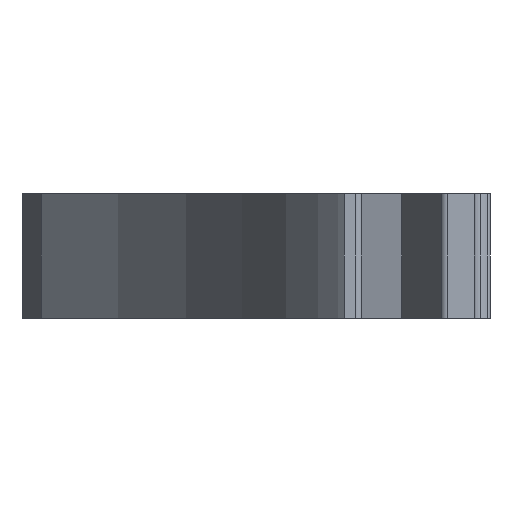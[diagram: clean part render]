
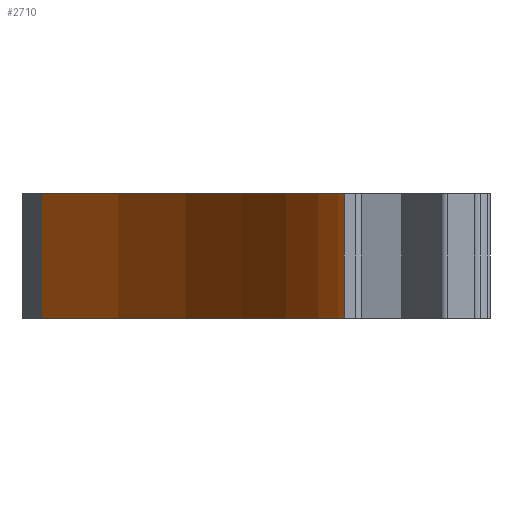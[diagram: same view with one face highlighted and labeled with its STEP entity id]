
A CAD part, front view. The second image highlights one B-rep face of the part: STEP entity #2710.
In plain terms, the highlighted cylindrical face has radius 50 mm (diameter 100 mm), a partial arc.
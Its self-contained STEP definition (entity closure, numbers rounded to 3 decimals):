
#20=CIRCLE('',#2874,50.);
#21=CIRCLE('',#2875,50.);
#300=CYLINDRICAL_SURFACE('',#2873,50.);
#456=ORIENTED_EDGE('',*,*,#1342,.T.);
#457=ORIENTED_EDGE('',*,*,#1343,.F.);
#458=ORIENTED_EDGE('',*,*,#1344,.F.);
#459=ORIENTED_EDGE('',*,*,#1340,.T.);
#1340=EDGE_CURVE('',#1783,#1782,#2080,.T.);
#1342=EDGE_CURVE('',#1782,#1784,#20,.T.);
#1343=EDGE_CURVE('',#1785,#1784,#2082,.T.);
#1344=EDGE_CURVE('',#1783,#1785,#21,.T.);
#1782=VERTEX_POINT('',#4352);
#1783=VERTEX_POINT('',#4354);
#1784=VERTEX_POINT('',#4358);
#1785=VERTEX_POINT('',#4360);
#2080=LINE('',#4353,#2244);
#2082=LINE('',#4359,#2246);
#2244=VECTOR('',#3321,1000.);
#2246=VECTOR('',#3327,1000.);
#2400=EDGE_LOOP('',(#456,#457,#458,#459));
#2550=FACE_BOUND('',#2400,.T.);
#2710=ADVANCED_FACE('',(#2550),#300,.F.);
#2873=AXIS2_PLACEMENT_3D('',#4356,#3323,#3324);
#2874=AXIS2_PLACEMENT_3D('',#4357,#3325,#3326);
#2875=AXIS2_PLACEMENT_3D('',#4361,#3328,#3329);
#3321=DIRECTION('',(0.,0.,-1.));
#3323=DIRECTION('',(0.,0.,-1.));
#3324=DIRECTION('',(-1.,0.,0.));
#3325=DIRECTION('',(0.,0.,-1.));
#3326=DIRECTION('',(-1.,0.,0.));
#3327=DIRECTION('',(0.,0.,-1.));
#3328=DIRECTION('',(0.,0.,-1.));
#3329=DIRECTION('',(-1.,0.,0.));
#4352=CARTESIAN_POINT('',(92.651,92.651,0.));
#4353=CARTESIAN_POINT('',(92.651,92.651,6.));
#4354=CARTESIAN_POINT('',(92.651,92.651,6.));
#4356=CARTESIAN_POINT('',(57.296,57.296,6.));
#4357=CARTESIAN_POINT('',(57.296,57.296,0.));
#4358=CARTESIAN_POINT('',(107.296,57.296,0.));
#4359=CARTESIAN_POINT('',(107.296,57.296,6.));
#4360=CARTESIAN_POINT('',(107.296,57.296,6.));
#4361=CARTESIAN_POINT('',(57.296,57.296,6.));
